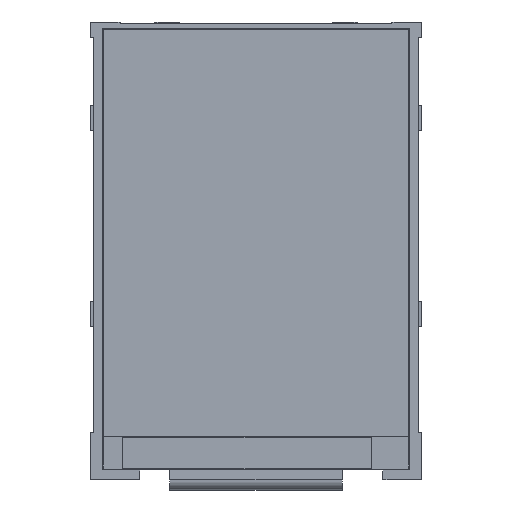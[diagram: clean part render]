
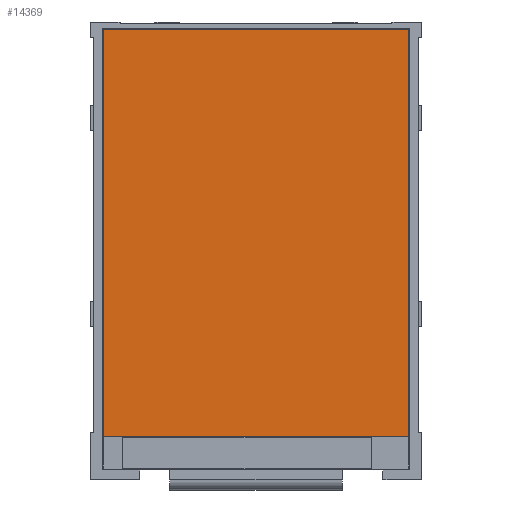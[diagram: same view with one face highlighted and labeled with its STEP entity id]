
A CAD part, top view. The second image highlights one B-rep face of the part: STEP entity #14369.
In plain terms, the highlighted planar face has unit normal (0, 0, 1).
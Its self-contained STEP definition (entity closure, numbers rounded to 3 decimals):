
#962=LINE('',#25549,#1737);
#965=LINE('',#25555,#1740);
#968=LINE('',#25561,#1743);
#971=LINE('',#25566,#1746);
#1737=VECTOR('',#16701,1000.);
#1740=VECTOR('',#16706,1000.);
#1743=VECTOR('',#16711,1000.);
#1746=VECTOR('',#16716,1000.);
#4689=ORIENTED_EDGE('',*,*,#6162,.F.);
#4690=ORIENTED_EDGE('',*,*,#6171,.F.);
#4691=ORIENTED_EDGE('',*,*,#6168,.F.);
#4692=ORIENTED_EDGE('',*,*,#6165,.F.);
#6162=EDGE_CURVE('',#7158,#7159,#962,.T.);
#6165=EDGE_CURVE('',#7159,#7161,#965,.T.);
#6168=EDGE_CURVE('',#7161,#7163,#968,.T.);
#6171=EDGE_CURVE('',#7163,#7158,#971,.T.);
#7158=VERTEX_POINT('',#25548);
#7159=VERTEX_POINT('',#25550);
#7161=VERTEX_POINT('',#25556);
#7163=VERTEX_POINT('',#25562);
#8507=EDGE_LOOP('',(#4689,#4690,#4691,#4692));
#9178=FACE_BOUND('',#8507,.T.);
#9651=PLANE('',#14913);
#14369=ADVANCED_FACE('',(#9178),#9651,.F.);
#14913=AXIS2_PLACEMENT_3D('',#25567,#16717,#16718);
#16701=DIRECTION('',(0.,1.,0.));
#16706=DIRECTION('',(1.,0.,0.));
#16711=DIRECTION('',(0.,-1.,0.));
#16716=DIRECTION('',(-1.,0.,0.));
#16717=DIRECTION('',(0.,0.,-1.));
#16718=DIRECTION('',(-1.,0.,0.));
#25548=CARTESIAN_POINT('',(-18.445,-22.37,2.42));
#25549=CARTESIAN_POINT('',(-18.445,-22.37,2.42));
#25550=CARTESIAN_POINT('',(-18.445,26.755,2.42));
#25555=CARTESIAN_POINT('',(-18.445,26.755,2.42));
#25556=CARTESIAN_POINT('',(18.445,26.755,2.42));
#25561=CARTESIAN_POINT('',(18.445,26.755,2.42));
#25562=CARTESIAN_POINT('',(18.445,-22.37,2.42));
#25566=CARTESIAN_POINT('',(18.445,-22.37,2.42));
#25567=CARTESIAN_POINT('',(0.,0.,2.42));
